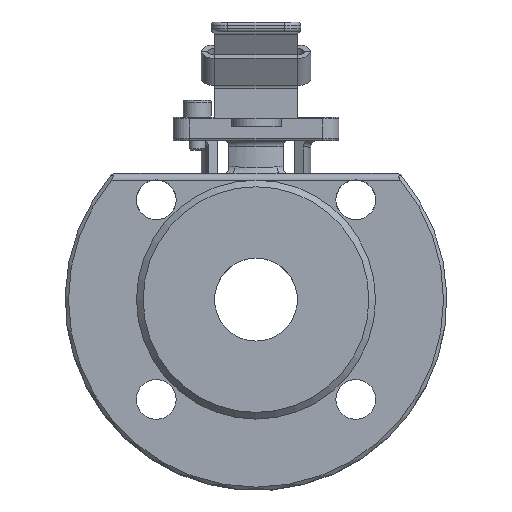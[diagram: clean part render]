
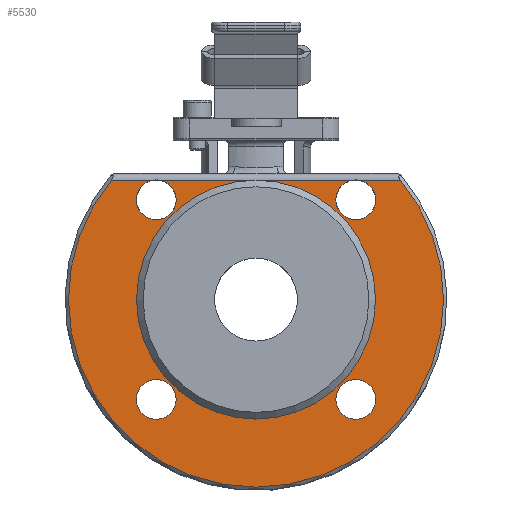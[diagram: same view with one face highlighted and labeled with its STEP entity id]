
A CAD part, top view. The second image highlights one B-rep face of the part: STEP entity #5530.
In plain terms, the highlighted face is planar.
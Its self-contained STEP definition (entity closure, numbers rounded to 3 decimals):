
#230=FACE_BOUND('',#1241,.T.);
#231=FACE_BOUND('',#1242,.T.);
#360=CIRCLE('',#6081,6.);
#361=CIRCLE('',#6082,6.);
#390=CIRCLE('',#6132,56.5);
#391=CIRCLE('',#6134,36.);
#392=CIRCLE('',#6135,36.);
#393=CIRCLE('',#6136,6.);
#394=CIRCLE('',#6137,6.);
#395=CIRCLE('',#6138,6.);
#396=CIRCLE('',#6139,6.);
#905=FACE_OUTER_BOUND('',#1240,.T.);
#1240=EDGE_LOOP('',(#4300,#4301,#4302,#4303,#4304,#4305,#4306,#4307,#4308,
#4309,#4310));
#1241=EDGE_LOOP('',(#4311));
#1242=EDGE_LOOP('',(#4312));
#1585=LINE('',#8623,#2035);
#1586=LINE('',#8633,#2036);
#1587=LINE('',#8635,#2037);
#1588=LINE('',#8645,#2038);
#2035=VECTOR('',#6946,10.);
#2036=VECTOR('',#6947,10.);
#2037=VECTOR('',#6948,10.);
#2038=VECTOR('',#6949,10.);
#2541=VERTEX_POINT('',#8605);
#2542=VERTEX_POINT('',#8622);
#2543=VERTEX_POINT('',#8624);
#2544=VERTEX_POINT('',#8632);
#2545=VERTEX_POINT('',#8634);
#2546=VERTEX_POINT('',#8636);
#2547=VERTEX_POINT('',#8644);
#2555=VERTEX_POINT('',#8686);
#2592=VERTEX_POINT('',#8859);
#2593=VERTEX_POINT('',#8862);
#2594=VERTEX_POINT('',#8865);
#2595=VERTEX_POINT('',#8867);
#3128=EDGE_CURVE('',#2541,#2542,#1585,.T.);
#3130=EDGE_CURVE('',#2543,#2544,#1586,.T.);
#3131=EDGE_CURVE('',#2544,#2545,#1587,.T.);
#3133=EDGE_CURVE('',#2546,#2547,#1588,.T.);
#3145=EDGE_CURVE('',#2555,#2546,#360,.T.);
#3146=EDGE_CURVE('',#2545,#2555,#361,.T.);
#3202=EDGE_CURVE('',#2547,#2541,#390,.T.);
#3203=EDGE_CURVE('',#2592,#2544,#391,.T.);
#3204=EDGE_CURVE('',#2544,#2592,#392,.T.);
#3205=EDGE_CURVE('',#2593,#2543,#393,.T.);
#3206=EDGE_CURVE('',#2542,#2593,#394,.T.);
#3207=EDGE_CURVE('',#2594,#2594,#395,.T.);
#3208=EDGE_CURVE('',#2595,#2595,#396,.T.);
#4300=ORIENTED_EDGE('',*,*,#3128,.F.);
#4301=ORIENTED_EDGE('',*,*,#3202,.F.);
#4302=ORIENTED_EDGE('',*,*,#3133,.F.);
#4303=ORIENTED_EDGE('',*,*,#3145,.F.);
#4304=ORIENTED_EDGE('',*,*,#3146,.F.);
#4305=ORIENTED_EDGE('',*,*,#3131,.F.);
#4306=ORIENTED_EDGE('',*,*,#3203,.F.);
#4307=ORIENTED_EDGE('',*,*,#3204,.F.);
#4308=ORIENTED_EDGE('',*,*,#3130,.F.);
#4309=ORIENTED_EDGE('',*,*,#3205,.F.);
#4310=ORIENTED_EDGE('',*,*,#3206,.F.);
#4311=ORIENTED_EDGE('',*,*,#3207,.F.);
#4312=ORIENTED_EDGE('',*,*,#3208,.F.);
#5296=PLANE('',#6133);
#5530=ADVANCED_FACE('',(#905,#230,#231),#5296,.F.);
#6081=AXIS2_PLACEMENT_3D('',#8688,#6968,#6969);
#6082=AXIS2_PLACEMENT_3D('',#8689,#6970,#6971);
#6132=AXIS2_PLACEMENT_3D('',#8857,#7088,#7089);
#6133=AXIS2_PLACEMENT_3D('',#8858,#7090,#7091);
#6134=AXIS2_PLACEMENT_3D('',#8860,#7092,#7093);
#6135=AXIS2_PLACEMENT_3D('',#8861,#7094,#7095);
#6136=AXIS2_PLACEMENT_3D('',#8863,#7096,#7097);
#6137=AXIS2_PLACEMENT_3D('',#8864,#7098,#7099);
#6138=AXIS2_PLACEMENT_3D('',#8866,#7100,#7101);
#6139=AXIS2_PLACEMENT_3D('',#8868,#7102,#7103);
#6946=DIRECTION('',(-1.,0.,0.));
#6947=DIRECTION('',(-1.,0.,0.));
#6948=DIRECTION('',(-1.,0.,0.));
#6949=DIRECTION('',(-1.,0.,0.));
#6968=DIRECTION('center_axis',(0.,0.,
-1.));
#6969=DIRECTION('ref_axis',(-1.,0.,0.));
#6970=DIRECTION('center_axis',(0.,0.,
-1.));
#6971=DIRECTION('ref_axis',(-1.,0.,0.));
#7088=DIRECTION('center_axis',(0.,0.,
1.));
#7089=DIRECTION('ref_axis',(-1.,0.,0.));
#7090=DIRECTION('center_axis',(0.,0.,
1.));
#7091=DIRECTION('ref_axis',(1.,0.,0.));
#7092=DIRECTION('center_axis',(0.,0.,
-1.));
#7093=DIRECTION('ref_axis',(-1.,0.,0.));
#7094=DIRECTION('center_axis',(0.,0.,
-1.));
#7095=DIRECTION('ref_axis',(-1.,0.,0.));
#7096=DIRECTION('center_axis',(0.,0.,
-1.));
#7097=DIRECTION('ref_axis',(-1.,0.,0.));
#7098=DIRECTION('center_axis',(0.,0.,
-1.));
#7099=DIRECTION('ref_axis',(-1.,0.,0.));
#7100=DIRECTION('center_axis',(0.,0.,
-1.));
#7101=DIRECTION('ref_axis',(-1.,0.,0.));
#7102=DIRECTION('center_axis',(0.,0.,
-1.));
#7103=DIRECTION('ref_axis',(-1.,0.,0.));
#8605=CARTESIAN_POINT('',(43.546,36.,2.));
#8622=CARTESIAN_POINT('',(30.841,36.,2.));
#8623=CARTESIAN_POINT('',(-1.275,36.,2.));
#8624=CARTESIAN_POINT('',(29.264,36.,2.));
#8632=CARTESIAN_POINT('',(0.,36.,2.));
#8633=CARTESIAN_POINT('',(-1.275,36.,2.));
#8634=CARTESIAN_POINT('',(-29.264,36.,2.));
#8635=CARTESIAN_POINT('',(-1.275,36.,2.));
#8636=CARTESIAN_POINT('',(-30.841,36.,2.));
#8644=CARTESIAN_POINT('',(-43.546,36.,2.));
#8645=CARTESIAN_POINT('',(-1.275,36.,2.));
#8686=CARTESIAN_POINT('',(-24.052,30.052,2.));
#8688=CARTESIAN_POINT('Origin',(-30.052,30.052,2.));
#8689=CARTESIAN_POINT('Origin',(-30.052,30.052,2.));
#8857=CARTESIAN_POINT('Origin',(0.,0.,
2.));
#8858=CARTESIAN_POINT('Origin',(0.,0.,
2.));
#8859=CARTESIAN_POINT('',(36.,0.,2.));
#8860=CARTESIAN_POINT('Origin',(0.,0.,
2.));
#8861=CARTESIAN_POINT('Origin',(0.,0.,
2.));
#8862=CARTESIAN_POINT('',(36.052,30.052,2.));
#8863=CARTESIAN_POINT('Origin',(30.052,30.052,2.));
#8864=CARTESIAN_POINT('Origin',(30.052,30.052,2.));
#8865=CARTESIAN_POINT('',(36.052,-30.052,2.));
#8866=CARTESIAN_POINT('Origin',(30.052,-30.052,2.));
#8867=CARTESIAN_POINT('',(-24.052,-30.052,2.));
#8868=CARTESIAN_POINT('Origin',(-30.052,-30.052,2.));
